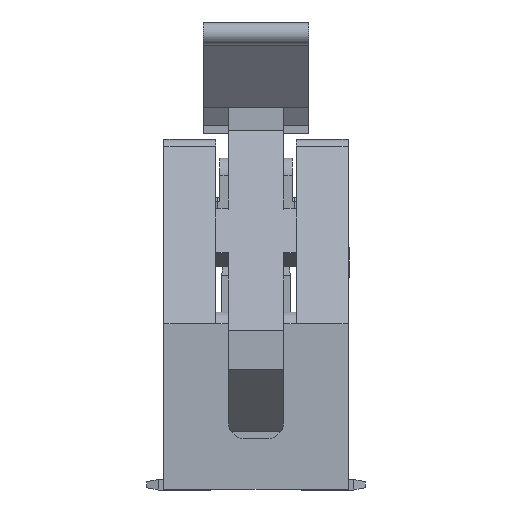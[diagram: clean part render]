
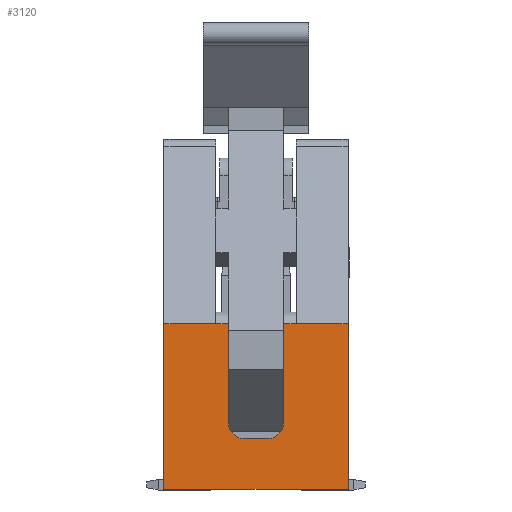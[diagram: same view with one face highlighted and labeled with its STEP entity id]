
A CAD part, left-side view. The second image highlights one B-rep face of the part: STEP entity #3120.
In plain terms, the highlighted planar face has unit normal (-1, 0, 0).
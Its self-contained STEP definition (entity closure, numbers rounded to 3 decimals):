
#2510=CARTESIAN_POINT('',(-17.475,-4.,-7.6));
#2511=VERTEX_POINT('',#2510);
#2697=CARTESIAN_POINT('',(-17.475,-4.,-0.4));
#2698=VERTEX_POINT('',#2697);
#2705=CARTESIAN_POINT('',(-17.475,-4.,-0.4));
#2706=DIRECTION('',(0.,0.,-1.));
#2707=VECTOR('',#2706,7.2);
#2708=LINE('',#2705,#2707);
#2709=EDGE_CURVE('',#2698,#2511,#2708,.T.);
#3012=CARTESIAN_POINT('',(-17.475,4.,-7.6));
#3013=VERTEX_POINT('',#3012);
#3014=CARTESIAN_POINT('',(-17.475,-4.,-7.6));
#3015=DIRECTION('',(0.,1.,0.));
#3016=VECTOR('',#3015,8.);
#3017=LINE('',#3014,#3016);
#3018=EDGE_CURVE('',#2511,#3013,#3017,.T.);
#3031=CARTESIAN_POINT('',(-17.475,0.,0.));
#3032=DIRECTION('',(0.,-1.,0.));
#3033=DIRECTION('',(-1.,0.,0.));
#3034=AXIS2_PLACEMENT_3D('',#3031,#3033,#3032);
#3035=PLANE('',#3034);
#3036=ORIENTED_EDGE('',*,*,#3018,.F.);
#3037=ORIENTED_EDGE('',*,*,#2709,.F.);
#3038=CARTESIAN_POINT('',(-17.475,-1.75,-0.4));
#3039=VERTEX_POINT('',#3038);
#3040=CARTESIAN_POINT('',(-17.475,-4.,-0.4));
#3041=DIRECTION('',(0.,1.,0.));
#3042=VECTOR('',#3041,2.25);
#3043=LINE('',#3040,#3042);
#3044=EDGE_CURVE('',#2698,#3039,#3043,.T.);
#3045=ORIENTED_EDGE('',*,*,#3044,.T.);
#3046=CARTESIAN_POINT('',(-17.475,-1.2,-0.4));
#3047=VERTEX_POINT('',#3046);
#3048=CARTESIAN_POINT('',(-17.475,-1.75,-0.4));
#3049=DIRECTION('',(0.,1.,0.));
#3050=VECTOR('',#3049,0.55);
#3051=LINE('',#3048,#3050);
#3052=EDGE_CURVE('',#3039,#3047,#3051,.T.);
#3053=ORIENTED_EDGE('',*,*,#3052,.T.);
#3054=CARTESIAN_POINT('',(-17.475,-1.2,-4.7));
#3055=VERTEX_POINT('',#3054);
#3056=CARTESIAN_POINT('',(-17.475,-1.2,-0.4));
#3057=DIRECTION('',(0.,0.,-1.));
#3058=VECTOR('',#3057,4.3);
#3059=LINE('',#3056,#3058);
#3060=EDGE_CURVE('',#3047,#3055,#3059,.T.);
#3061=ORIENTED_EDGE('',*,*,#3060,.T.);
#3062=CARTESIAN_POINT('',(-17.475,-0.5,-5.4));
#3063=VERTEX_POINT('',#3062);
#3064=CARTESIAN_POINT('',(-17.475,-0.5,-4.7));
#3065=DIRECTION('',(0.,-1.,0.));
#3066=DIRECTION('',(1.,0.,0.));
#3067=AXIS2_PLACEMENT_3D('',#3064,#3066,#3065);
#3068=CIRCLE('',#3067,0.7);
#3069=EDGE_CURVE('',#3055,#3063,#3068,.T.);
#3070=ORIENTED_EDGE('',*,*,#3069,.T.);
#3071=CARTESIAN_POINT('',(-17.475,0.5,-5.4));
#3072=VERTEX_POINT('',#3071);
#3073=CARTESIAN_POINT('',(-17.475,-0.5,-5.4));
#3074=DIRECTION('',(0.,1.,0.));
#3075=VECTOR('',#3074,1.);
#3076=LINE('',#3073,#3075);
#3077=EDGE_CURVE('',#3063,#3072,#3076,.T.);
#3078=ORIENTED_EDGE('',*,*,#3077,.T.);
#3079=CARTESIAN_POINT('',(-17.475,1.2,-4.7));
#3080=VERTEX_POINT('',#3079);
#3081=CARTESIAN_POINT('',(-17.475,0.5,-4.7));
#3082=DIRECTION('',(0.,0.,-1.));
#3083=DIRECTION('',(1.,0.,0.));
#3084=AXIS2_PLACEMENT_3D('',#3081,#3083,#3082);
#3085=CIRCLE('',#3084,0.7);
#3086=EDGE_CURVE('',#3072,#3080,#3085,.T.);
#3087=ORIENTED_EDGE('',*,*,#3086,.T.);
#3088=CARTESIAN_POINT('',(-17.475,1.2,-0.4));
#3089=VERTEX_POINT('',#3088);
#3090=CARTESIAN_POINT('',(-17.475,1.2,-4.7));
#3091=DIRECTION('',(0.,0.,1.));
#3092=VECTOR('',#3091,4.3);
#3093=LINE('',#3090,#3092);
#3094=EDGE_CURVE('',#3080,#3089,#3093,.T.);
#3095=ORIENTED_EDGE('',*,*,#3094,.T.);
#3096=CARTESIAN_POINT('',(-17.475,1.75,-0.4));
#3097=VERTEX_POINT('',#3096);
#3098=CARTESIAN_POINT('',(-17.475,1.2,-0.4));
#3099=DIRECTION('',(0.,1.,0.));
#3100=VECTOR('',#3099,0.55);
#3101=LINE('',#3098,#3100);
#3102=EDGE_CURVE('',#3089,#3097,#3101,.T.);
#3103=ORIENTED_EDGE('',*,*,#3102,.T.);
#3104=CARTESIAN_POINT('',(-17.475,4.,-0.4));
#3105=VERTEX_POINT('',#3104);
#3106=CARTESIAN_POINT('',(-17.475,1.75,-0.4));
#3107=DIRECTION('',(0.,1.,0.));
#3108=VECTOR('',#3107,2.25);
#3109=LINE('',#3106,#3108);
#3110=EDGE_CURVE('',#3097,#3105,#3109,.T.);
#3111=ORIENTED_EDGE('',*,*,#3110,.T.);
#3112=CARTESIAN_POINT('',(-17.475,4.,-7.6));
#3113=DIRECTION('',(0.,0.,1.));
#3114=VECTOR('',#3113,7.2);
#3115=LINE('',#3112,#3114);
#3116=EDGE_CURVE('',#3013,#3105,#3115,.T.);
#3117=ORIENTED_EDGE('',*,*,#3116,.F.);
#3118=EDGE_LOOP('',(#3036,#3037,#3045,#3053,#3061,#3070,#3078,#3087,#3095,#3103,#3111,#3117));
#3119=FACE_OUTER_BOUND('',#3118,.T.);
#3120=ADVANCED_FACE('',(#3119),#3035,.T.);
